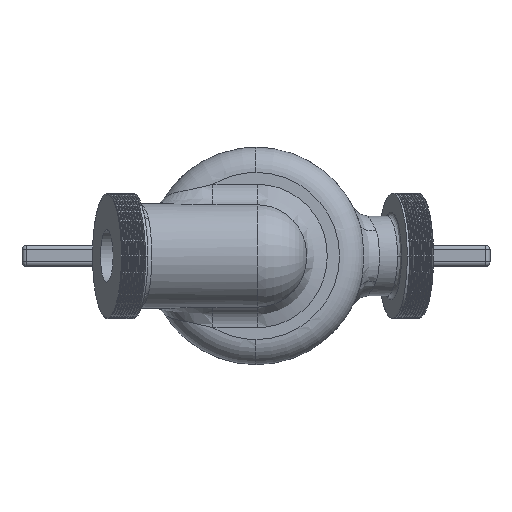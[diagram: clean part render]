
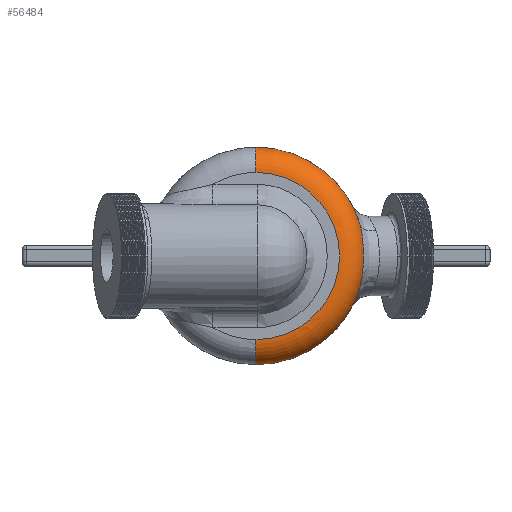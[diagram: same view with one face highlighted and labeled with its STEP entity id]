
A CAD part, front view. The second image highlights one B-rep face of the part: STEP entity #56484.
In plain terms, the highlighted toroidal (fillet/blend) face has major radius 63.5 mm and minor radius 19.05 mm.
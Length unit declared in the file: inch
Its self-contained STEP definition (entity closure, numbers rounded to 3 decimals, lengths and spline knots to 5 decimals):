
#711 = CARTESIAN_POINT ( 'NONE',  ( 3.11101, -7.35509, 0.94028 ) ) ;
#2243 = CARTESIAN_POINT ( 'NONE',  ( 3.14744, -7.42935, -0.79683 ) ) ;
#2525 = CARTESIAN_POINT ( 'NONE',  ( 3.20836, -7.58249, 0.20609 ) ) ;
#4306 = DIRECTION ( 'NONE',  ( 0., -1., 0. ) ) ;
#6549 = AXIS2_PLACEMENT_3D ( 'NONE', #13227, #57551, #19591 ) ;
#6591 = CARTESIAN_POINT ( 'NONE',  ( 0., -8.10509, 0. ) ) ;
#8337 = CARTESIAN_POINT ( 'NONE',  ( 0., -7.35509, 2.5 ) ) ;
#8609 = CARTESIAN_POINT ( 'NONE',  ( 3.17415, -7.49034, -0.646 ) ) ;
#8880 = CARTESIAN_POINT ( 'NONE',  ( 3.19841, -7.5537, 0.40933 ) ) ;
#11943 = AXIS2_PLACEMENT_3D ( 'NONE', #8337, #52688, #14746 ) ;
#12994 = DIRECTION ( 'NONE',  ( 0., 0., -1. ) ) ;
#13227 = CARTESIAN_POINT ( 'NONE',  ( 0., -7.35509, 0. ) ) ;
#14482 = CIRCLE ( 'NONE', #23098, 2.5 ) ;
#14746 = DIRECTION ( 'NONE',  ( 0., 0., -1. ) ) ;
#15016 = CARTESIAN_POINT ( 'NONE',  ( 3.19474, -7.54397, -0.44902 ) ) ;
#15298 = CARTESIAN_POINT ( 'NONE',  ( 3.18307, -7.51326, 0.56874 ) ) ;
#16641 = DIRECTION ( 'NONE',  ( -1., 0., 0. ) ) ;
#16830 = CARTESIAN_POINT ( 'NONE',  ( 0., -7.35509, 0. ) ) ;
#17751 = VERTEX_POINT ( 'NONE', #31638 ) ;
#18763 = CIRCLE ( 'NONE', #32608, 3.25 ) ;
#18820 = VERTEX_POINT ( 'NONE', #37055 ) ;
#19591 = DIRECTION ( 'NONE',  ( 0., 0., -1. ) ) ;
#20119 = DIRECTION ( 'NONE',  ( 0., -1., 0. ) ) ;
#20780 = VERTEX_POINT ( 'NONE', #44423 ) ;
#21353 = CARTESIAN_POINT ( 'NONE',  ( 3.20303, -7.56703, -0.3275 ) ) ;
#21625 = CIRCLE ( 'NONE', #6549, 3.25 ) ;
#21636 = CARTESIAN_POINT ( 'NONE',  ( 3.16748, -7.47493, 0.68519 ) ) ;
#22419 = CIRCLE ( 'NONE', #11943, 0.75 ) ;
#22681 = B_SPLINE_CURVE_WITH_KNOTS ( 'NONE', 3,
 ( #62932, #27502, #40249, #2243, #46605, #8609, #52964, #15016, #59305, #21353, #65678, #27778, #72046, #34150, #78415, #40518, #2525, #46877, #8880, #53244, #15298, #59576, #21636, #65962, #28058, #72318 ),
 .UNSPECIFIED., .F., .F.,
 ( 4, 2, 2, 2, 2, 2, 2, 2, 2, 2, 2, 2, 4 ),
 ( 0., 0.00315, 0.00631, 0.01262, 0.01577, 0.01893, 0.02524, 0.02839, 0.03155, 0.03786, 0.04101, 0.04416, 0.05047 ),
 .UNSPECIFIED. ) ;
#23098 = AXIS2_PLACEMENT_3D ( 'NONE', #6591, #50961, #12994 ) ;
#27502 = CARTESIAN_POINT ( 'NONE',  ( 3.12149, -7.37525, -0.9056 ) ) ;
#27778 = CARTESIAN_POINT ( 'NONE',  ( 3.21003, -7.58738, -0.16424 ) ) ;
#28058 = CARTESIAN_POINT ( 'NONE',  ( 3.13198, -7.39542, 0.87088 ) ) ;
#28965 = EDGE_CURVE ( 'NONE', #71353, #35573, #22681, .T. ) ;
#31638 = CARTESIAN_POINT ( 'NONE',  ( 0., -8.10509, -2.5 ) ) ;
#32608 = AXIS2_PLACEMENT_3D ( 'NONE', #58082, #20119, #64426 ) ;
#34150 = CARTESIAN_POINT ( 'NONE',  ( 3.21157, -7.59209, 0.04122 ) ) ;
#35166 = ORIENTED_EDGE ( 'NONE', *, *, #80064, .F. ) ;
#35573 = VERTEX_POINT ( 'NONE', #711 ) ;
#37055 = CARTESIAN_POINT ( 'NONE',  ( 0., -7.35509, 3.25 ) ) ;
#38349 = ORIENTED_EDGE ( 'NONE', *, *, #38928, .T. ) ;
#38928 = EDGE_CURVE ( 'NONE', #20780, #71353, #18763, .T. ) ;
#39892 = ORIENTED_EDGE ( 'NONE', *, *, #28965, .T. ) ;
#40120 = EDGE_CURVE ( 'NONE', #35573, #18820, #21625, .T. ) ;
#40249 = CARTESIAN_POINT ( 'NONE',  ( 3.13079, -7.39413, -0.86994 ) ) ;
#40518 = CARTESIAN_POINT ( 'NONE',  ( 3.20957, -7.58609, 0.16504 ) ) ;
#42463 = ORIENTED_EDGE ( 'NONE', *, *, #53434, .T. ) ;
#42958 = FACE_OUTER_BOUND ( 'NONE', #45670, .T. ) ;
#44423 = CARTESIAN_POINT ( 'NONE',  ( 0., -7.35509, -3.25 ) ) ;
#45670 = EDGE_LOOP ( 'NONE', ( #73517, #42463, #79328, #35166, #38349, #39892 ) ) ;
#46059 = AXIS2_PLACEMENT_3D ( 'NONE', #16830, #4306, #48661 ) ;
#46605 = CARTESIAN_POINT ( 'NONE',  ( 3.15477, -7.44565, -0.75944 ) ) ;
#46877 = CARTESIAN_POINT ( 'NONE',  ( 3.20342, -7.56809, 0.32857 ) ) ;
#48661 = DIRECTION ( 'NONE',  ( 0., 0., -1. ) ) ;
#50961 = DIRECTION ( 'NONE',  ( 0., -1., 0. ) ) ;
#52688 = DIRECTION ( 'NONE',  ( 1., 0., 0. ) ) ;
#52964 = CARTESIAN_POINT ( 'NONE',  ( 3.18374, -7.51475, -0.56829 ) ) ;
#53244 = CARTESIAN_POINT ( 'NONE',  ( 3.18736, -7.52437, 0.52899 ) ) ;
#53434 = EDGE_CURVE ( 'NONE', #18820, #77166, #22419, .T. ) ;
#54027 = EDGE_CURVE ( 'NONE', #17751, #77166, #14482, .T. ) ;
#54590 = CARTESIAN_POINT ( 'NONE',  ( 0., -7.35509, -2.5 ) ) ;
#56484 = ADVANCED_FACE ( 'NONE', ( #42958 ), #81521, .T. ) ;
#57551 = DIRECTION ( 'NONE',  ( 0., -1., 0. ) ) ;
#58082 = CARTESIAN_POINT ( 'NONE',  ( 0., -7.35509, 0. ) ) ;
#59305 = CARTESIAN_POINT ( 'NONE',  ( 3.19783, -7.55247, -0.4088 ) ) ;
#59576 = CARTESIAN_POINT ( 'NONE',  ( 3.17313, -7.48854, 0.64681 ) ) ;
#60241 = CIRCLE ( 'NONE', #78239, 0.75 ) ;
#60925 = DIRECTION ( 'NONE',  ( 0., 0., 1. ) ) ;
#62932 = CARTESIAN_POINT ( 'NONE',  ( 3.11101, -7.35509, -0.94028 ) ) ;
#64426 = DIRECTION ( 'NONE',  ( 0., 0., -1. ) ) ;
#65678 = CARTESIAN_POINT ( 'NONE',  ( 3.20511, -7.57303, -0.28674 ) ) ;
#65962 = CARTESIAN_POINT ( 'NONE',  ( 3.1481, -7.43029, 0.79825 ) ) ;
#71353 = VERTEX_POINT ( 'NONE', #76618 ) ;
#72046 = CARTESIAN_POINT ( 'NONE',  ( 3.21157, -7.59209, -0.08225 ) ) ;
#72318 = CARTESIAN_POINT ( 'NONE',  ( 3.11101, -7.35509, 0.94028 ) ) ;
#73517 = ORIENTED_EDGE ( 'NONE', *, *, #40120, .T. ) ;
#75940 = CARTESIAN_POINT ( 'NONE',  ( 0., -8.10509, 2.5 ) ) ;
#76618 = CARTESIAN_POINT ( 'NONE',  ( 3.11101, -7.35509, -0.94028 ) ) ;
#77166 = VERTEX_POINT ( 'NONE', #75940 ) ;
#78239 = AXIS2_PLACEMENT_3D ( 'NONE', #54590, #16641, #60925 ) ;
#78415 = CARTESIAN_POINT ( 'NONE',  ( 3.21118, -7.5909, 0.0825 ) ) ;
#79328 = ORIENTED_EDGE ( 'NONE', *, *, #54027, .F. ) ;
#80064 = EDGE_CURVE ( 'NONE', #20780, #17751, #60241, .T. ) ;
#81521 = TOROIDAL_SURFACE ( 'NONE', #46059, 2.5, 0.75 ) ;
